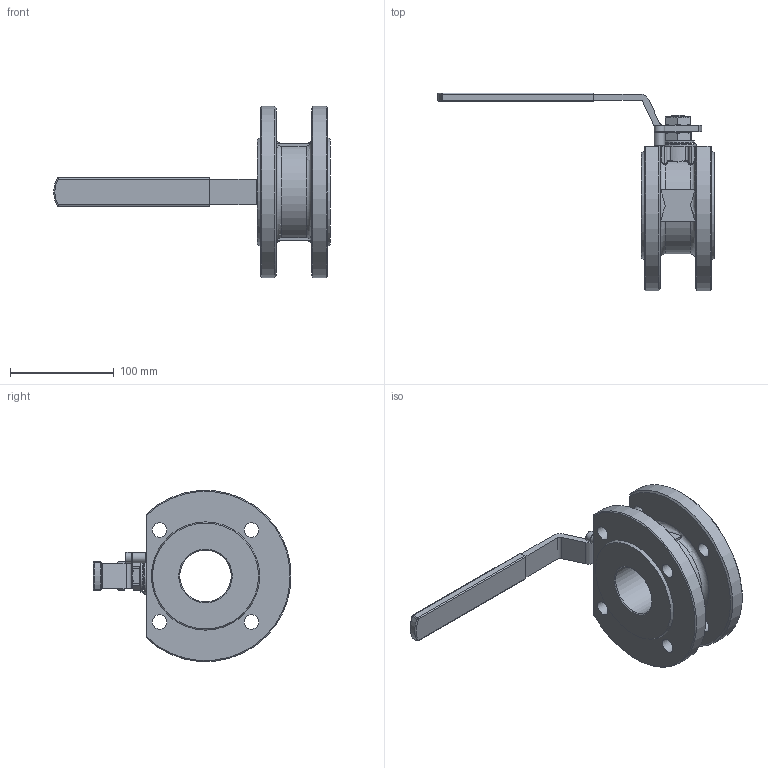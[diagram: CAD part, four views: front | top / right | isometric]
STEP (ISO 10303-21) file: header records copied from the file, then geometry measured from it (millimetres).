
FILE_DESCRIPTION(/* description */ ('Unknown','CAx-IF Rec.Pracs.---Representation and Presentation of Product Manufacturing Information (PMI)---4.0---2014-10-13','CAx-IF Rec.Pracs.---3D Tessellated Geometry---0.4---2014-09-14','2;1'),/* implementation_level */ '2;1');
FILE_NAME(/* name */ '934-09',/* time_stamp */ '2023-12-19T10:48:02+01:00',/* author */ ('Unknown'),/* organization */ ('Unknown'),/* preprocessor_version */ 'ST-DEVELOPER v18.102',/* originating_system */ 'Solid Edge',/* authorisation */ 'Unknown');
FILE_SCHEMA (('AP242_MANAGED_MODEL_BASED_3D_ENGINEERING_MIM_LF { 1 0 10303 442 1 1 4 }'));
Length unit declared in the file: millimetre
Products named in the file (1): 8.410_411.050_PN16
Bounding box: 266 x 190.39 x 164.58 mm (x, y, z)
Volume: 790108.6 mm3; surface area: 119726.5 mm2
Topology: 1 solids, 1 shells, 275 faces, 701 edges, 445 vertices
Faces by surface type: plane 115, cylinder 60, bspline 45, cone 42, torus 9, sphere 4
Full cylindrical faces by diameter (mm): 5 x3, 5.25 x4, 10 x2, 14 x8, 21 x1, 31.5 x1, 35 x1, 49.5 x1
Entity records: 12505 total; most frequent: CARTESIAN_POINT 4491, ORIENTED_EDGE 1282, DIRECTION 1136, EDGE_CURVE 641, AXIS2_PLACEMENT_3D 432, VERTEX_POINT 428, FACE_BOUND 353, EDGE_LOOP 348
